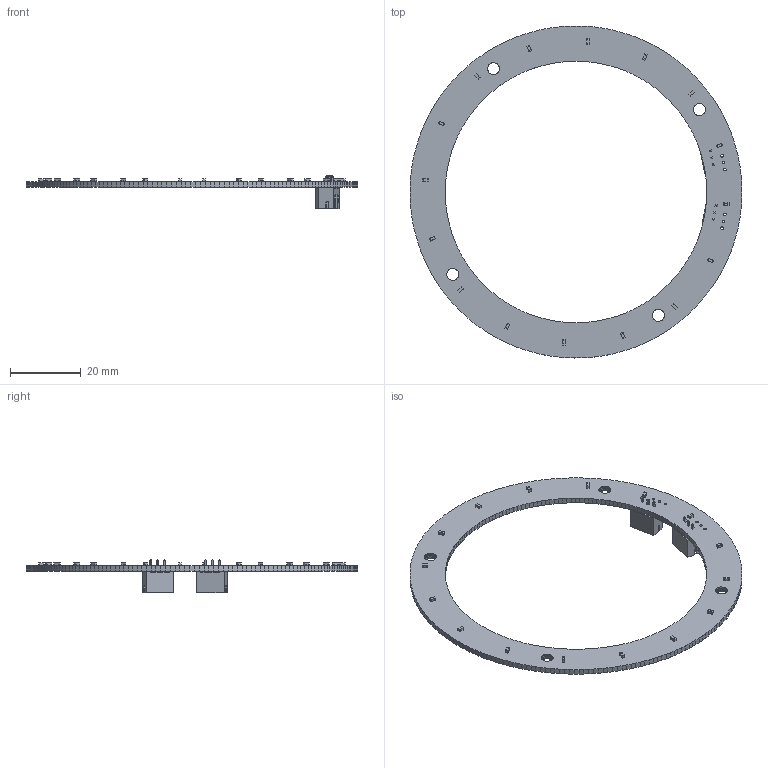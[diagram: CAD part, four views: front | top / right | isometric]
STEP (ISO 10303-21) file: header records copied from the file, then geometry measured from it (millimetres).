
FILE_DESCRIPTION(('KiCad electronic assembly'),'2;1');
FILE_NAME('LED_lighting_large.step','2024-01-30T14:05:48',('Pcbnew'),( 'Kicad'),'Open CASCADE STEP processor 7.6','KiCad to STEP converter' ,'Unknown');
FILE_SCHEMA(('AUTOMOTIVE_DESIGN { 1 0 10303 214 1 1 1 1 }'));
Length unit declared in the file: millimetre
Products named in the file (6): LED_lighting_large 1; C_0603_1608Metric; SOLID; JST_PH_B3B-PH-K_1x03_P2.00mm_Vertical; PCB
Assembly tree (21 placements, depth 3):
  LED_lighting_large 1
    C_0603_1608Metric  x16
      SOLID
    JST_PH_B3B-PH-K_1x03_P2.00mm_Vertical  x2
      SOLID
    PCB
Bounding box: 94 x 94 x 9.4 mm (x, y, z)
Volume: 4336.4 mm3; surface area: 6880.8 mm2
Topology: 19 solids, 19 shells, 1268 faces, 3532 edges, 2344 vertices
Faces by surface type: plane 1066, cylinder 202
Full cylindrical faces by diameter (mm): 0.75 x6
Entity records: 52649 total; most frequent: CARTESIAN_POINT 8689, DIRECTION 7891, LINE 6298, VECTOR 6298, ORIENTED_EDGE 4252, PCURVE 4252, DEFINITIONAL_REPRESENTATION 4252, EDGE_CURVE 2126
